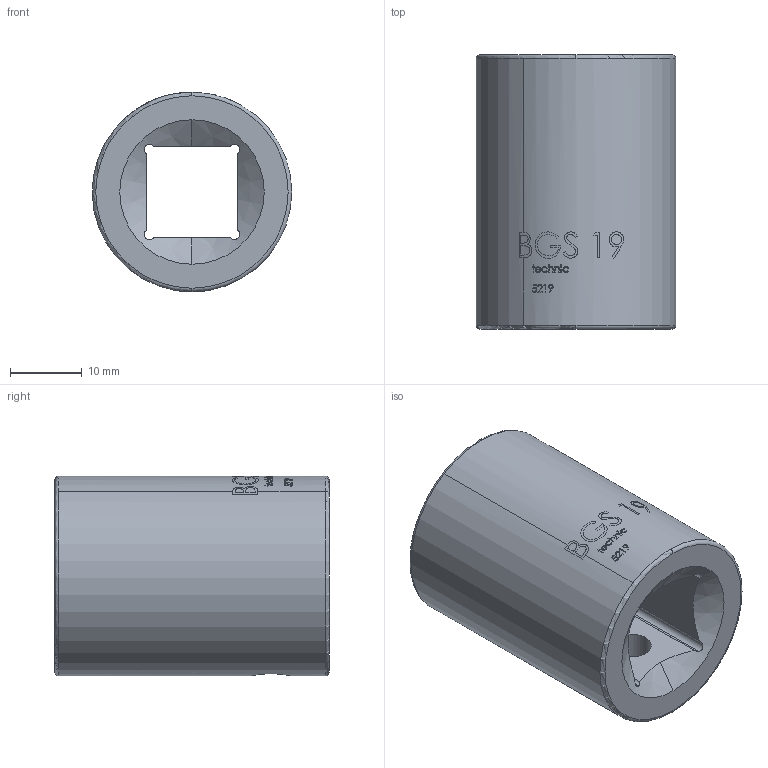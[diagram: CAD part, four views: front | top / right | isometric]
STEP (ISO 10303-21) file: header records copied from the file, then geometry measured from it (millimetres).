
FILE_DESCRIPTION(/* description */ ('VariCAD 2021-1.02 AP-214'),/* implementation_level */ '2;1');
FILE_NAME(/* name */ 'part-27_NR19-Socket.stp',/* time_stamp */ '2022-06-12T18:40:03+02:00',/* author */ (''),/* organization */ (''),/* preprocessor_version */ 'VariCAD 2021-1.02',/* originating_system */ 'VariCAD 2021-1.02; kernel version (20180118)',/* authorisation */ '');
FILE_SCHEMA(('AUTOMOTIVE_DESIGN'));
Length unit declared in the file: millimetre
Products named in the file (2): part-27_NR19-Socket; Default
Assembly tree (1 placements, depth 2):
  part-27_NR19-Socket
    Default
Bounding box: 27.9 x 38.35 x 27.9 mm (x, y, z)
Volume: 13620.9 mm3; surface area: 6426.6 mm2
Topology: 1 solids, 1 shells, 66 faces, 322 edges, 278 vertices
Faces by surface type: cylinder 41, plane 12, cone 9, torus 4
Entity records: 4656 total; most frequent: CARTESIAN_POINT 2151, ORIENTED_EDGE 644, DIRECTION 364, EDGE_CURVE 322, VERTEX_POINT 278, B_SPLINE_CURVE_WITH_KNOTS 175, AXIS2_PLACEMENT_3D 147, EDGE_LOOP 90
